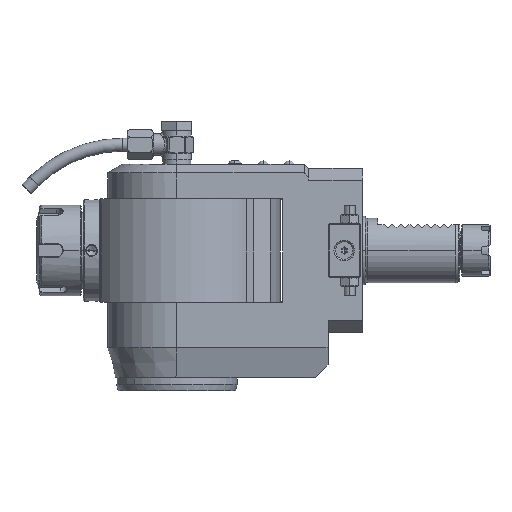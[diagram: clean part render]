
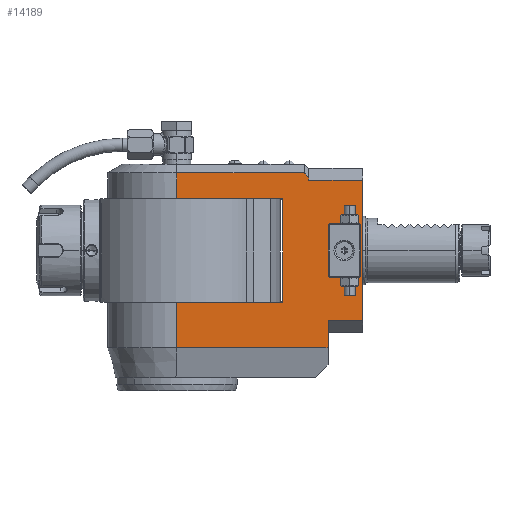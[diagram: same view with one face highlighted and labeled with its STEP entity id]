
A CAD part, left-side view. The second image highlights one B-rep face of the part: STEP entity #14189.
In plain terms, the highlighted planar face has unit normal (-1, 0, 0).
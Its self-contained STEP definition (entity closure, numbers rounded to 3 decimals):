
#27=DIRECTION('',(0.,1.,0.));
#28=VECTOR('',#27,0.433);
#29=CARTESIAN_POINT('',(-32.,-59.433,35.459));
#30=LINE('',#29,#28);
#31=DIRECTION('',(0.,0.655,0.756));
#32=VECTOR('',#31,2.394);
#33=CARTESIAN_POINT('',(-32.,-61.,33.649));
#34=LINE('',#33,#32);
#35=DIRECTION('',(0.,-1.,0.));
#36=VECTOR('',#35,25.);
#37=CARTESIAN_POINT('',(-32.,-61.,32.515));
#38=LINE('',#37,#36);
#39=DIRECTION('',(0.,-1.,0.));
#40=VECTOR('',#39,16.);
#41=CARTESIAN_POINT('',(-32.,-70.,-32.515));
#42=LINE('',#41,#40);
#43=DIRECTION('',(0.,1.,0.));
#44=VECTOR('',#43,23.368);
#45=CARTESIAN_POINT('',(-32.,-49.,24.));
#46=LINE('',#45,#44);
#47=DIRECTION('',(0.,0.,1.));
#48=VECTOR('',#47,24.);
#49=CARTESIAN_POINT('',(-32.,-85.,-12.));
#50=LINE('',#49,#48);
#51=DIRECTION('',(0.,-0.707,-0.707));
#52=VECTOR('',#51,0.707);
#53=CARTESIAN_POINT('',(-32.,-84.5,12.5));
#54=LINE('',#53,#52);
#55=DIRECTION('',(0.,1.,0.));
#56=VECTOR('',#55,14.);
#57=CARTESIAN_POINT('',(-32.,-84.5,12.5));
#58=LINE('',#57,#56);
#59=DIRECTION('',(0.,-0.707,0.707));
#60=VECTOR('',#59,0.707);
#61=CARTESIAN_POINT('',(-32.,-70.,12.));
#62=LINE('',#61,#60);
#63=DIRECTION('',(0.,0.,-1.));
#64=VECTOR('',#63,24.);
#65=CARTESIAN_POINT('',(-32.,-70.,12.));
#66=LINE('',#65,#64);
#67=DIRECTION('',(0.,0.707,0.707));
#68=VECTOR('',#67,0.707);
#69=CARTESIAN_POINT('',(-32.,-70.5,-12.5));
#70=LINE('',#69,#68);
#71=DIRECTION('',(0.,-1.,0.));
#72=VECTOR('',#71,14.);
#73=CARTESIAN_POINT('',(-32.,-70.5,-12.5));
#74=LINE('',#73,#72);
#75=DIRECTION('',(0.,0.707,-0.707));
#76=VECTOR('',#75,0.707);
#77=CARTESIAN_POINT('',(-32.,-85.,-12.));
#78=LINE('',#77,#76);
#83=DIRECTION('',(0.,0.,-1.));
#84=VECTOR('',#83,11.959);
#85=CARTESIAN_POINT('',(-32.,0.,35.959));
#86=LINE('',#85,#84);
#215=DIRECTION('',(0.,1.,0.));
#216=VECTOR('',#215,59.);
#217=CARTESIAN_POINT('',(-32.,-59.,35.959));
#218=LINE('',#217,#216);
#245=DIRECTION('',(0.,0.,1.));
#246=VECTOR('',#245,0.5);
#247=CARTESIAN_POINT('',(-32.,-59.,35.459));
#248=LINE('',#247,#246);
#285=DIRECTION('',(0.,0.,-1.));
#286=VECTOR('',#285,65.03);
#287=CARTESIAN_POINT('',(-32.,-86.,32.515));
#288=LINE('',#287,#286);
#469=DIRECTION('',(0.,0.,1.));
#470=VECTOR('',#469,1.134);
#471=CARTESIAN_POINT('',(-32.,-61.,32.515));
#472=LINE('',#471,#470);
#505=DIRECTION('',(0.,0.,1.));
#506=VECTOR('',#505,12.485);
#507=CARTESIAN_POINT('',(-32.,-70.,-45.));
#508=LINE('',#507,#506);
#525=DIRECTION('',(0.,-1.,0.));
#526=VECTOR('',#525,70.);
#527=CARTESIAN_POINT('',(-32.,0.,
-45.));
#528=LINE('',#527,#526);
#584=DIRECTION('',(0.,0.,-1.));
#585=VECTOR('',#584,21.);
#586=CARTESIAN_POINT('',(-32.,0.,-24.));
#587=LINE('',#586,#585);
#611=DIRECTION('',(0.,1.,0.));
#612=VECTOR('',#611,25.632);
#613=CARTESIAN_POINT('',(-32.,-25.632,-24.));
#614=LINE('',#613,#612);
#650=DIRECTION('',(0.,0.,-1.));
#651=VECTOR('',#650,48.);
#652=CARTESIAN_POINT('',(-32.,-49.,24.));
#653=LINE('',#652,#651);
#718=DIRECTION('',(0.,1.,0.));
#719=VECTOR('',#718,23.368);
#720=CARTESIAN_POINT('',(-32.,-49.,-24.));
#721=LINE('',#720,#719);
#1137=DIRECTION('',(0.,-1.,0.));
#1138=VECTOR('',#1137,25.632);
#1139=CARTESIAN_POINT('',(-32.,0.,24.));
#1140=LINE('',#1139,#1138);
#12620=CARTESIAN_POINT('',(-32.,-61.,33.649));
#12621=CARTESIAN_POINT('',(-32.,-59.433,35.459));
#12622=VERTEX_POINT('',#12620);
#12623=VERTEX_POINT('',#12621);
#13140=CARTESIAN_POINT('',(-32.,-85.,-12.));
#13141=CARTESIAN_POINT('',(-32.,-85.,12.));
#13142=VERTEX_POINT('',#13140);
#13143=VERTEX_POINT('',#13141);
#13144=CARTESIAN_POINT('',(-32.,-84.5,12.5));
#13145=CARTESIAN_POINT('',(-32.,-70.5,12.5));
#13146=VERTEX_POINT('',#13144);
#13147=VERTEX_POINT('',#13145);
#13148=CARTESIAN_POINT('',(-32.,-70.,12.));
#13149=CARTESIAN_POINT('',(-32.,-70.,-12.));
#13150=VERTEX_POINT('',#13148);
#13151=VERTEX_POINT('',#13149);
#13152=CARTESIAN_POINT('',(-32.,-70.5,-12.5));
#13153=CARTESIAN_POINT('',(-32.,-84.5,-12.5));
#13154=VERTEX_POINT('',#13152);
#13155=VERTEX_POINT('',#13153);
#13821=CARTESIAN_POINT('',(-32.,-86.,32.515));
#13823=VERTEX_POINT('',#13821);
#13828=CARTESIAN_POINT('',(-32.,-49.,24.));
#13829=CARTESIAN_POINT('',(-32.,-49.,-24.));
#13830=VERTEX_POINT('',#13828);
#13831=VERTEX_POINT('',#13829);
#13844=CARTESIAN_POINT('',(-32.,-25.632,-24.));
#13845=VERTEX_POINT('',#13844);
#13848=CARTESIAN_POINT('',(-32.,-25.632,24.));
#13849=VERTEX_POINT('',#13848);
#13860=CARTESIAN_POINT('',(-32.,-70.,-45.));
#13862=VERTEX_POINT('',#13860);
#13868=CARTESIAN_POINT('',(-32.,-86.,-32.515));
#13869=VERTEX_POINT('',#13868);
#13872=CARTESIAN_POINT('',(-32.,-59.,35.959));
#13873=CARTESIAN_POINT('',(-32.,0.,35.959));
#13874=VERTEX_POINT('',#13872);
#13875=VERTEX_POINT('',#13873);
#13886=CARTESIAN_POINT('',(-32.,-70.,-32.515));
#13887=VERTEX_POINT('',#13886);
#13893=CARTESIAN_POINT('',(-32.,0.,-45.));
#13895=VERTEX_POINT('',#13893);
#13940=CARTESIAN_POINT('',(-32.,-59.,35.459));
#13942=VERTEX_POINT('',#13940);
#14062=CARTESIAN_POINT('',(-32.,-61.,32.515));
#14063=VERTEX_POINT('',#14062);
#14068=CARTESIAN_POINT('',(-32.,0.,-24.));
#14069=VERTEX_POINT('',#14068);
#14071=CARTESIAN_POINT('',(-32.,0.,24.));
#14073=VERTEX_POINT('',#14071);
#14132=CARTESIAN_POINT('',(-32.,0.,-59.));
#14133=DIRECTION('',(-1.,0.,0.));
#14134=DIRECTION('',(0.,-1.,0.));
#14135=AXIS2_PLACEMENT_3D('',#14132,#14133,#14134);
#14136=PLANE('',#14135);
#14138=ORIENTED_EDGE('',*,*,#14137,.F.);
#14140=ORIENTED_EDGE('',*,*,#14139,.F.);
#14142=ORIENTED_EDGE('',*,*,#14141,.F.);
#14144=ORIENTED_EDGE('',*,*,#14143,.F.);
#14146=ORIENTED_EDGE('',*,*,#14145,.F.);
#14148=ORIENTED_EDGE('',*,*,#14147,.F.);
#14150=ORIENTED_EDGE('',*,*,#14149,.T.);
#14152=ORIENTED_EDGE('',*,*,#14151,.T.);
#14154=ORIENTED_EDGE('',*,*,#14153,.F.);
#14156=ORIENTED_EDGE('',*,*,#14155,.F.);
#14158=ORIENTED_EDGE('',*,*,#14157,.F.);
#14160=ORIENTED_EDGE('',*,*,#14159,.F.);
#14162=ORIENTED_EDGE('',*,*,#14161,.F.);
#14164=ORIENTED_EDGE('',*,*,#14163,.F.);
#14166=ORIENTED_EDGE('',*,*,#14165,.F.);
#14168=ORIENTED_EDGE('',*,*,#14167,.T.);
#14170=ORIENTED_EDGE('',*,*,#14169,.F.);
#14171=EDGE_LOOP('',(#14138,#14140,#14142,#14144,#14146,#14148,#14150,#14152,
#14154,#14156,#14158,#14160,#14162,#14164,#14166,#14168,#14170));
#14172=FACE_OUTER_BOUND('',#14171,.F.);
#14174=ORIENTED_EDGE('',*,*,#14173,.T.);
#14176=ORIENTED_EDGE('',*,*,#14175,.F.);
#14178=ORIENTED_EDGE('',*,*,#14177,.T.);
#14180=ORIENTED_EDGE('',*,*,#14179,.F.);
#14182=ORIENTED_EDGE('',*,*,#14181,.T.);
#14183=ORIENTED_EDGE('',*,*,#14120,.F.);
#14184=ORIENTED_EDGE('',*,*,#14105,.T.);
#14186=ORIENTED_EDGE('',*,*,#14185,.F.);
#14187=EDGE_LOOP('',(#14174,#14176,#14178,#14180,#14182,#14183,#14184,#14186));
#14188=FACE_BOUND('',#14187,.F.);
#14105=EDGE_CURVE('',#13154,#13155,#74,.T.);
#14120=EDGE_CURVE('',#13154,#13151,#70,.T.);
#14137=EDGE_CURVE('',#13875,#14073,#86,.T.);
#14139=EDGE_CURVE('',#13874,#13875,#218,.T.);
#14141=EDGE_CURVE('',#13942,#13874,#248,.T.);
#14143=EDGE_CURVE('',#12623,#13942,#30,.T.);
#14145=EDGE_CURVE('',#12622,#12623,#34,.T.);
#14147=EDGE_CURVE('',#14063,#12622,#472,.T.);
#14149=EDGE_CURVE('',#14063,#13823,#38,.T.);
#14151=EDGE_CURVE('',#13823,#13869,#288,.T.);
#14153=EDGE_CURVE('',#13887,#13869,#42,.T.);
#14155=EDGE_CURVE('',#13862,#13887,#508,.T.);
#14157=EDGE_CURVE('',#13895,#13862,#528,.T.);
#14159=EDGE_CURVE('',#14069,#13895,#587,.T.);
#14161=EDGE_CURVE('',#13845,#14069,#614,.T.);
#14163=EDGE_CURVE('',#13831,#13845,#721,.T.);
#14165=EDGE_CURVE('',#13830,#13831,#653,.T.);
#14167=EDGE_CURVE('',#13830,#13849,#46,.T.);
#14169=EDGE_CURVE('',#14073,#13849,#1140,.T.);
#14173=EDGE_CURVE('',#13142,#13143,#50,.T.);
#14175=EDGE_CURVE('',#13146,#13143,#54,.T.);
#14177=EDGE_CURVE('',#13146,#13147,#58,.T.);
#14179=EDGE_CURVE('',#13150,#13147,#62,.T.);
#14181=EDGE_CURVE('',#13150,#13151,#66,.T.);
#14185=EDGE_CURVE('',#13142,#13155,#78,.T.);
#14189=ADVANCED_FACE('',(#14172,#14188),#14136,.T.);
